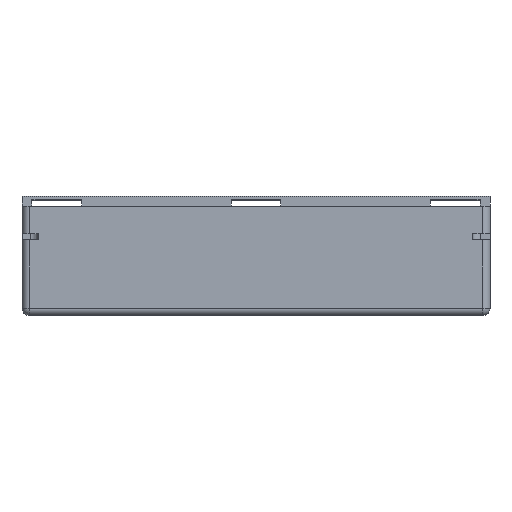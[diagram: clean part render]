
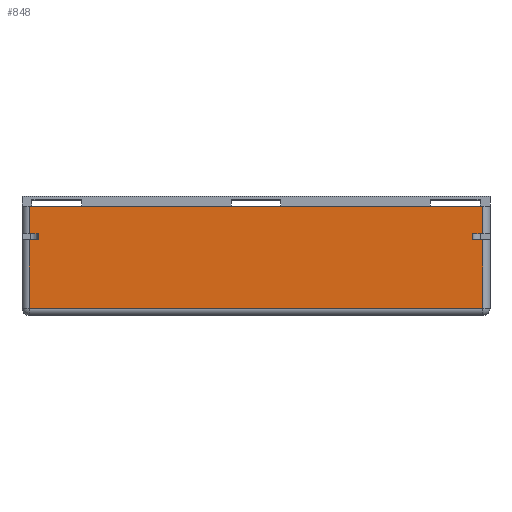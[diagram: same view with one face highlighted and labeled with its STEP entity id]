
A CAD part, front view. The second image highlights one B-rep face of the part: STEP entity #848.
In plain terms, the highlighted planar face has unit normal (0, -1, 0).
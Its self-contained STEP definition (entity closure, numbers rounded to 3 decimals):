
#32 = VERTEX_POINT('',#33);
#33 = CARTESIAN_POINT('',(3.,-0.,44.));
#40 = EDGE_CURVE('',#41,#32,#43,.T.);
#41 = VERTEX_POINT('',#42);
#42 = CARTESIAN_POINT('',(185.,-0.,44.));
#43 = LINE('',#44,#45);
#44 = CARTESIAN_POINT('',(188.,0.,44.));
#45 = VECTOR('',#46,1.);
#46 = DIRECTION('',(-1.,0.,0.));
#662 = VERTEX_POINT('',#663);
#663 = CARTESIAN_POINT('',(3.,-0.,33.));
#670 = EDGE_CURVE('',#662,#32,#671,.T.);
#671 = LINE('',#672,#673);
#672 = CARTESIAN_POINT('',(3.,0.,33.));
#673 = VECTOR('',#674,1.);
#674 = DIRECTION('',(0.,0.,1.));
#848 = ADVANCED_FACE('',(#849),#931,.T.);
#849 = FACE_BOUND('',#850,.T.);
#850 = EDGE_LOOP('',(#851,#861,#869,#877,#885,#893,#901,#909,#915,#916,
    #917,#925));
#851 = ORIENTED_EDGE('',*,*,#852,.T.);
#852 = EDGE_CURVE('',#853,#855,#857,.T.);
#853 = VERTEX_POINT('',#854);
#854 = CARTESIAN_POINT('',(6.5,0.,30.5));
#855 = VERTEX_POINT('',#856);
#856 = CARTESIAN_POINT('',(3.,-0.,30.5));
#857 = LINE('',#858,#859);
#858 = CARTESIAN_POINT('',(92.25,0.,30.5));
#859 = VECTOR('',#860,1.);
#860 = DIRECTION('',(-1.,0.,0.));
#861 = ORIENTED_EDGE('',*,*,#862,.F.);
#862 = EDGE_CURVE('',#863,#855,#865,.T.);
#863 = VERTEX_POINT('',#864);
#864 = CARTESIAN_POINT('',(3.,0.,3.));
#865 = LINE('',#866,#867);
#866 = CARTESIAN_POINT('',(3.,0.,0.));
#867 = VECTOR('',#868,1.);
#868 = DIRECTION('',(0.,0.,1.));
#869 = ORIENTED_EDGE('',*,*,#870,.F.);
#870 = EDGE_CURVE('',#871,#863,#873,.T.);
#871 = VERTEX_POINT('',#872);
#872 = CARTESIAN_POINT('',(185.,-0.,3.));
#873 = LINE('',#874,#875);
#874 = CARTESIAN_POINT('',(188.,0.,3.));
#875 = VECTOR('',#876,1.);
#876 = DIRECTION('',(-1.,0.,0.));
#877 = ORIENTED_EDGE('',*,*,#878,.T.);
#878 = EDGE_CURVE('',#871,#879,#881,.T.);
#879 = VERTEX_POINT('',#880);
#880 = CARTESIAN_POINT('',(185.,-0.,30.5));
#881 = LINE('',#882,#883);
#882 = CARTESIAN_POINT('',(185.,0.,0.));
#883 = VECTOR('',#884,1.);
#884 = DIRECTION('',(0.,0.,1.));
#885 = ORIENTED_EDGE('',*,*,#886,.T.);
#886 = EDGE_CURVE('',#879,#887,#889,.T.);
#887 = VERTEX_POINT('',#888);
#888 = CARTESIAN_POINT('',(181.,0.,30.5));
#889 = LINE('',#890,#891);
#890 = CARTESIAN_POINT('',(184.5,0.,30.5));
#891 = VECTOR('',#892,1.);
#892 = DIRECTION('',(-1.,0.,0.));
#893 = ORIENTED_EDGE('',*,*,#894,.T.);
#894 = EDGE_CURVE('',#887,#895,#897,.T.);
#895 = VERTEX_POINT('',#896);
#896 = CARTESIAN_POINT('',(181.,0.,33.));
#897 = LINE('',#898,#899);
#898 = CARTESIAN_POINT('',(181.,0.,15.25));
#899 = VECTOR('',#900,1.);
#900 = DIRECTION('',(0.,0.,1.));
#901 = ORIENTED_EDGE('',*,*,#902,.F.);
#902 = EDGE_CURVE('',#903,#895,#905,.T.);
#903 = VERTEX_POINT('',#904);
#904 = CARTESIAN_POINT('',(185.,-0.,33.));
#905 = LINE('',#906,#907);
#906 = CARTESIAN_POINT('',(184.5,0.,33.));
#907 = VECTOR('',#908,1.);
#908 = DIRECTION('',(-1.,0.,0.));
#909 = ORIENTED_EDGE('',*,*,#910,.T.);
#910 = EDGE_CURVE('',#903,#41,#911,.T.);
#911 = LINE('',#912,#913);
#912 = CARTESIAN_POINT('',(185.,0.,33.));
#913 = VECTOR('',#914,1.);
#914 = DIRECTION('',(0.,0.,1.));
#915 = ORIENTED_EDGE('',*,*,#40,.T.);
#916 = ORIENTED_EDGE('',*,*,#670,.F.);
#917 = ORIENTED_EDGE('',*,*,#918,.F.);
#918 = EDGE_CURVE('',#919,#662,#921,.T.);
#919 = VERTEX_POINT('',#920);
#920 = CARTESIAN_POINT('',(6.5,0.,33.));
#921 = LINE('',#922,#923);
#922 = CARTESIAN_POINT('',(92.25,0.,33.));
#923 = VECTOR('',#924,1.);
#924 = DIRECTION('',(-1.,0.,0.));
#925 = ORIENTED_EDGE('',*,*,#926,.F.);
#926 = EDGE_CURVE('',#853,#919,#927,.T.);
#927 = LINE('',#928,#929);
#928 = CARTESIAN_POINT('',(6.5,0.,15.25));
#929 = VECTOR('',#930,1.);
#930 = DIRECTION('',(0.,0.,1.));
#931 = PLANE('',#932);
#932 = AXIS2_PLACEMENT_3D('',#933,#934,#935);
#933 = CARTESIAN_POINT('',(188.,0.,0.));
#934 = DIRECTION('',(0.,-1.,0.));
#935 = DIRECTION('',(-1.,0.,0.));
